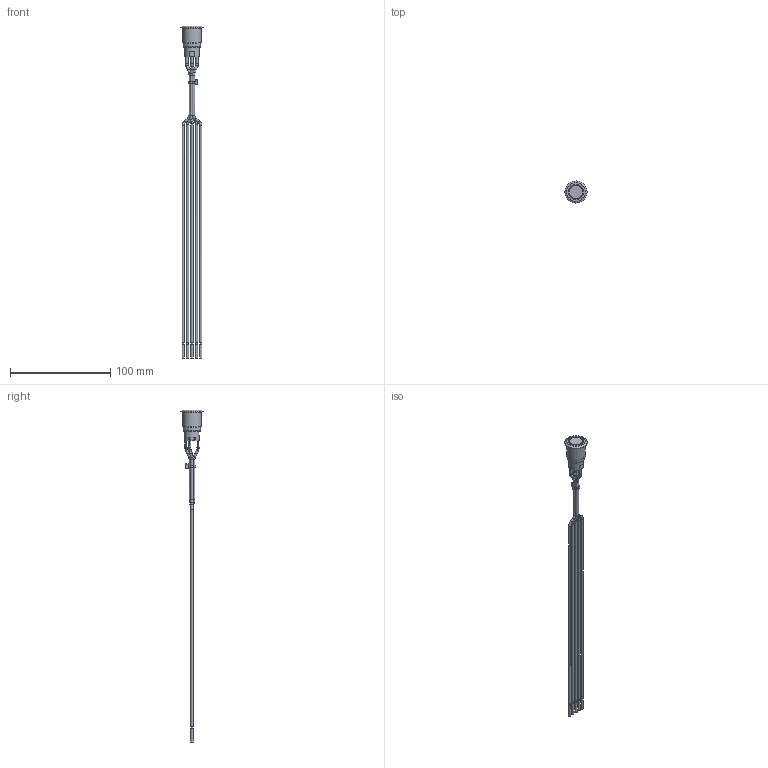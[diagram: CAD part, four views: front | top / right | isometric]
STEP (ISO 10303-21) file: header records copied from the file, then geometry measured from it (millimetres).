
FILE_DESCRIPTION(/* description */ (''),/* implementation_level */ '2;1');
FILE_NAME(/* name */ 'PV4FW30xx-3xx.stp',/* time_stamp */ '2026-01-16T15:05:18-06:00',/* author */ ('mroman'),/* organization */ (''),/* preprocessor_version */ 'ST-DEVELOPER v18.1',/* originating_system */ 'Autodesk Inventor 2022',/* authorisation */ '');
FILE_SCHEMA (('AUTOMOTIVE_DESIGN { 1 0 10303 214 3 1 1 }'));
Length unit declared in the file: inch
Products named in the file (1): PV4FW30xx-3xx
Bounding box: 22 x 22 x 330.5 mm (x, y, z)
Volume: 10645.3 mm3; surface area: 14561 mm2
Topology: 1 solids, 2 shells, 403 faces, 1092 edges, 701 vertices
Faces by surface type: plane 220, cylinder 97, torus 33, bspline 31, cone 14, sphere 8
Full cylindrical faces by diameter (mm): 1.5 x5, 2.2 x25, 2.4 x5, 12.8 x1, 13.6 x2, 14.9 x1, 15 x1, 15.8 x1, 17.5 x2, 18.9 x1, 22 x1
Entity records: 13389 total; most frequent: CARTESIAN_POINT 3130, ORIENTED_EDGE 2184, DIRECTION 2091, EDGE_CURVE 1092, AXIS2_PLACEMENT_3D 745, VERTEX_POINT 701, LINE 601, VECTOR 601
